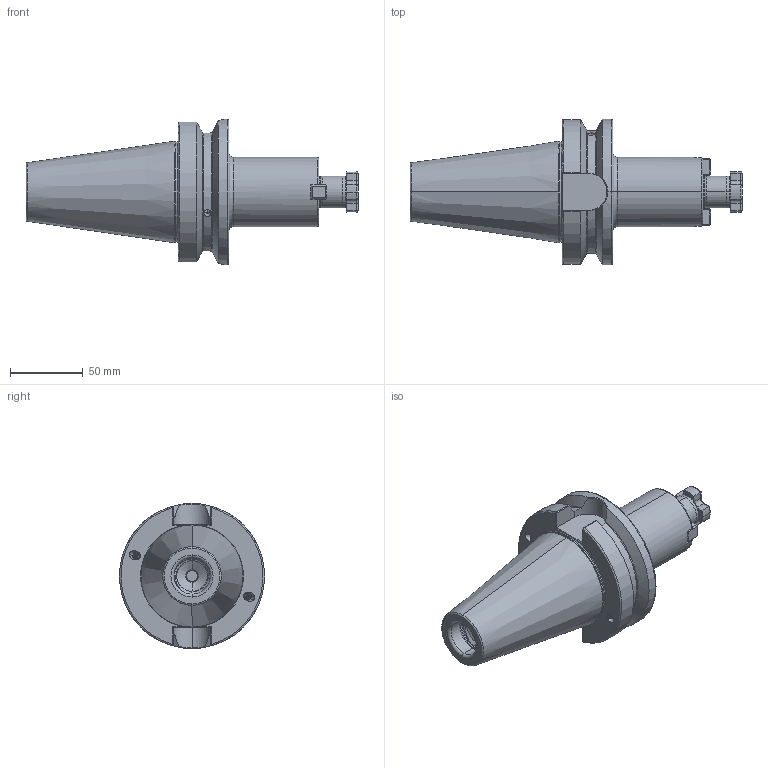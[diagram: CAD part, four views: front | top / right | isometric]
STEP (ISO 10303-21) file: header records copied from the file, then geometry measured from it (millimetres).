
FILE_DESCRIPTION (( 'STEP AP203' ), '1' );
FILE_NAME ('506.11.22.1.STEP', '2016-11-26T02:37:26', ( '' ), ( '' ), 'SwSTEP 2.0', 'SolidWorks 2012', '' );
FILE_SCHEMA (( 'CONFIG_CONTROL_DESIGN' ));
Length unit declared in the file: millimetre
Products named in the file (5): 506.11.22.1; 十字螺絲FMB22; 102.11.22_M4xP0.7-12L; 面銑刀墊塊22
Assembly tree (6 placements, depth 2):
  506.11.22.1
    506.11.22.1
    十字螺絲FMB22
    面銑刀墊塊22  x2
    102.11.22_M4xP0.7-12L  x2
Bounding box: 228.8 x 100 x 100 mm (x, y, z)
Volume: 548944.1 mm3; surface area: 77850.4 mm2
Topology: 6 solids, 6 shells, 578 faces, 1512 edges, 944 vertices
Faces by surface type: cylinder 282, plane 150, cone 58, torus 56, bspline 32
Entity records: 31784 total; most frequent: CARTESIAN_POINT 20677, ORIENTED_EDGE 2510, DIRECTION 1922, EDGE_CURVE 1255, VERTEX_POINT 794, AXIS2_PLACEMENT_3D 729, EDGE_LOOP 497, FACE_OUTER_BOUND 477
